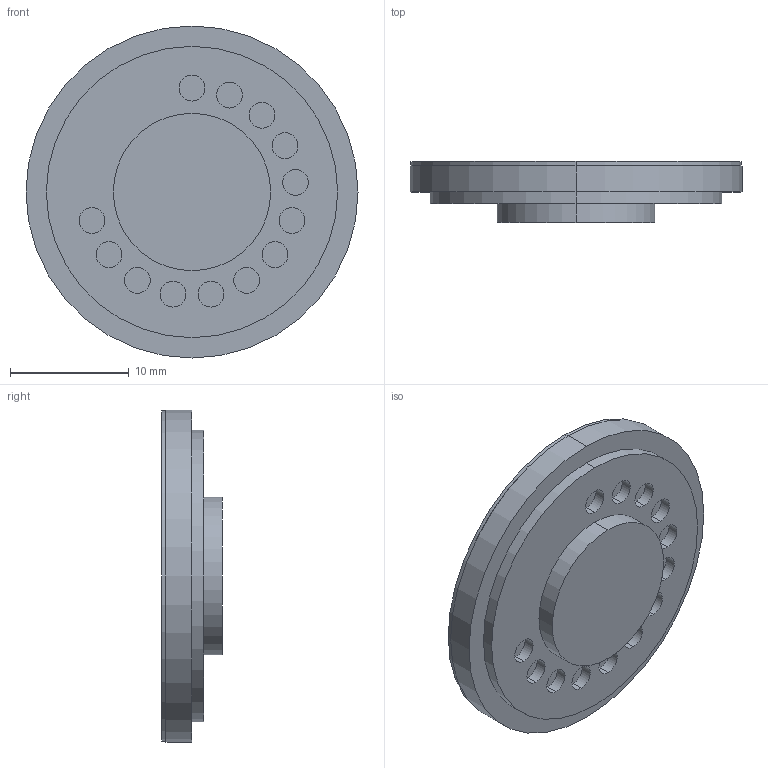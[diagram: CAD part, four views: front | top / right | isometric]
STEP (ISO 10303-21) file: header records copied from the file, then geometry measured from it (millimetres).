
FILE_DESCRIPTION (( 'STEP AP203' ), '1' );
FILE_NAME ('speaker.step', '2019-10-07T21:38:51', ( '' ), ( '' ), 'SwSTEP 2.0', 'SolidWorks 2017', '' );
FILE_SCHEMA (( 'CONFIG_CONTROL_DESIGN' ));
Length unit declared in the file: inch
Products named in the file (1): speaker
Bounding box: 27.94 x 5.12 x 27.94 mm (x, y, z)
Volume: 1320 mm3; surface area: 2117.1 mm2
Topology: 1 solids, 2 shells, 64 faces, 124 edges, 81 vertices
Faces by surface type: cylinder 36, plane 20, cone 6, sphere 2
Entity records: 1747 total; most frequent: DIRECTION 336, CARTESIAN_POINT 270, ORIENTED_EDGE 248, AXIS2_PLACEMENT_3D 147, EDGE_CURVE 124, CIRCLE 82, EDGE_LOOP 81, VERTEX_POINT 81
